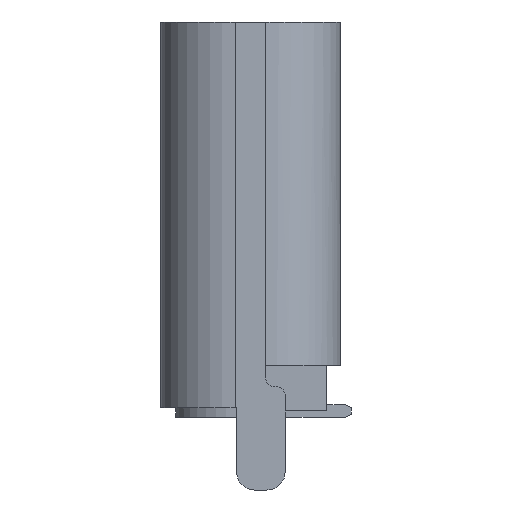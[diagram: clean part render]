
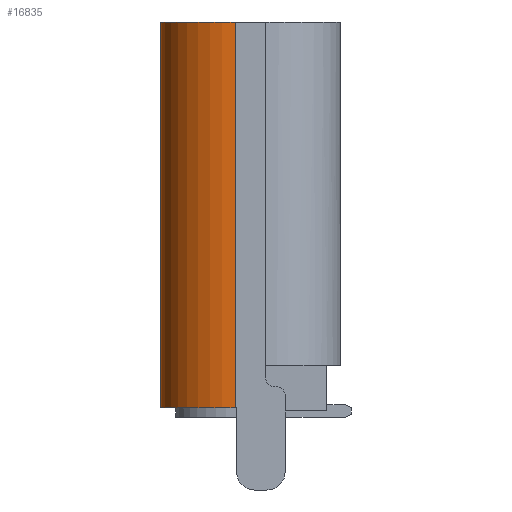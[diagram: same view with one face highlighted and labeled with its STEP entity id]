
A CAD part, left-side view. The second image highlights one B-rep face of the part: STEP entity #16835.
In plain terms, the highlighted cylindrical face has radius 1.23 mm (diameter 2.46 mm), a partial arc.
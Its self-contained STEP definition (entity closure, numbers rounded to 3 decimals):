
#766 = VERTEX_POINT('',#767);
#767 = CARTESIAN_POINT('',(-3.14,1.57,0.15));
#773 = EDGE_CURVE('',#774,#766,#776,.T.);
#774 = VERTEX_POINT('',#775);
#775 = CARTESIAN_POINT('',(-4.37,0.34,0.15));
#776 = CIRCLE('',#777,1.23);
#777 = AXIS2_PLACEMENT_3D('',#778,#779,#780);
#778 = CARTESIAN_POINT('',(-3.14,0.34,0.15));
#779 = DIRECTION('',(0.,0.,-1.));
#780 = DIRECTION('',(-1.,0.,0.));
#1088 = EDGE_CURVE('',#774,#1089,#1091,.T.);
#1089 = VERTEX_POINT('',#1090);
#1090 = CARTESIAN_POINT('',(-4.37,0.34,6.5));
#1091 = LINE('',#1092,#1093);
#1092 = CARTESIAN_POINT('',(-4.37,0.34,0.15));
#1093 = VECTOR('',#1094,1.);
#1094 = DIRECTION('',(0.,0.,1.));
#13471 = EDGE_CURVE('',#13472,#1089,#13474,.T.);
#13472 = VERTEX_POINT('',#13473);
#13473 = CARTESIAN_POINT('',(-3.14,1.57,6.5));
#13474 = CIRCLE('',#13475,1.23);
#13475 = AXIS2_PLACEMENT_3D('',#13476,#13477,#13478);
#13476 = CARTESIAN_POINT('',(-3.14,0.34,6.5));
#13477 = DIRECTION('',(0.,0.,1.));
#13478 = DIRECTION('',(0.,1.,0.));
#16299 = EDGE_CURVE('',#13472,#766,#16300,.T.);
#16300 = LINE('',#16301,#16302);
#16301 = CARTESIAN_POINT('',(-3.14,1.57,6.5));
#16302 = VECTOR('',#16303,1.);
#16303 = DIRECTION('',(0.,0.,-1.));
#16835 = ADVANCED_FACE('',(#16836),#16842,.T.);
#16836 = FACE_BOUND('',#16837,.T.);
#16837 = EDGE_LOOP('',(#16838,#16839,#16840,#16841));
#16838 = ORIENTED_EDGE('',*,*,#13471,.F.);
#16839 = ORIENTED_EDGE('',*,*,#16299,.T.);
#16840 = ORIENTED_EDGE('',*,*,#773,.F.);
#16841 = ORIENTED_EDGE('',*,*,#1088,.T.);
#16842 = CYLINDRICAL_SURFACE('',#16843,1.23);
#16843 = AXIS2_PLACEMENT_3D('',#16844,#16845,#16846);
#16844 = CARTESIAN_POINT('',(-3.14,0.34,6.5));
#16845 = DIRECTION('',(0.,0.,1.));
#16846 = DIRECTION('',(1.,0.,0.));
